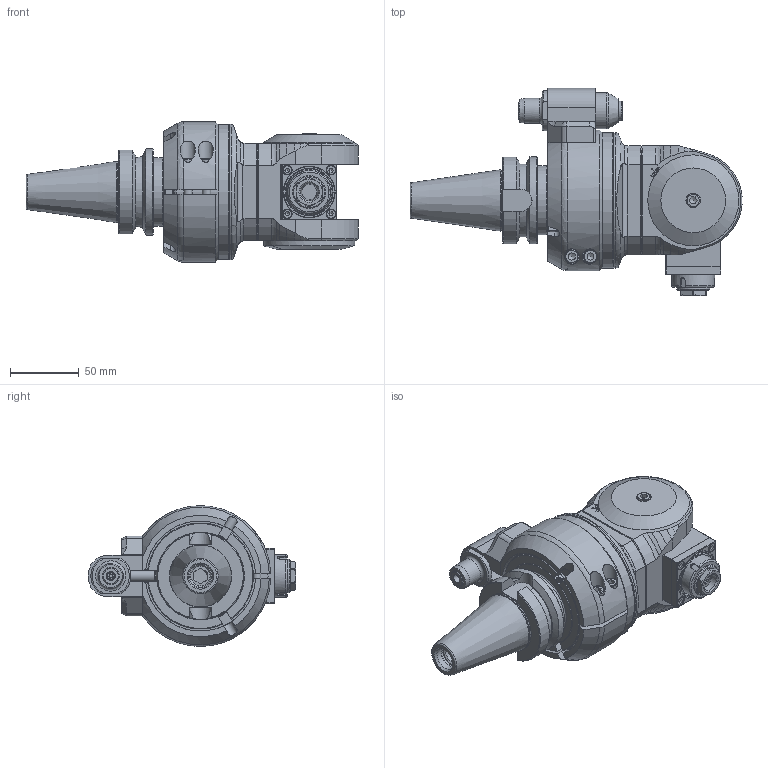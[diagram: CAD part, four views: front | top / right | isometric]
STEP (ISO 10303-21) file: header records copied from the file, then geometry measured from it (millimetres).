
FILE_DESCRIPTION(/* description */ (''),/* implementation_level */ '2;1');
FILE_NAME(/* name */ '9.FMU.10000-1B40.stp',/* time_stamp */ '2023-06-20T10:10:04-04:00',/* author */ ('jkrenzer'),/* organization */ (''),/* preprocessor_version */ 'ST-DEVELOPER v18.1',/* originating_system */ 'Autodesk Inventor 2022',/* authorisation */ '');
FILE_SCHEMA (('AUTOMOTIVE_DESIGN { 1 0 10303 214 3 1 1 }'));
Products named in the file (3): 9.FMU.10000-1B40; 9_FMU_10000; 9_GA1_346_2   (Type 1, BT40, 65mm)
Assembly tree (2 placements, depth 2):
  9.FMU.10000-1B40
    9_FMU_10000
    9_GA1_346_2   (Type 1, BT40, 65mm)
Bounding box: 240.76 x 150.25 x 101.99 mm (x, y, z)
Volume: 1029558.9 mm3; surface area: 173371.6 mm2
Topology: 6 solids, 8 shells, 681 faces, 1723 edges, 1131 vertices
Faces by surface type: plane 344, cylinder 151, cone 136, torus 40, bspline 8, sphere 2
Full cylindrical faces by diameter (mm): 2.5 x3, 2.6 x2, 3 x2, 4 x2, 4.2 x4, 5 x2, 6 x4, 6.5 x1, 7 x5, 8 x3, 8.5 x2, 10 x8, 10.4 x2, 10.5 x3, 11 x2, 12 x3, 12.5 x1, 13 x2, 14 x2, 16.5 x1, 17 x1, 17.6 x1, 17.943 x1, 18 x2, 19 x1, 23 x1, 24 x1, 24.5 x1, 26 x1, 27 x1
Entity records: 51198 total; most frequent: CARTESIAN_POINT 35209, ORIENTED_EDGE 3402, DIRECTION 3217, EDGE_CURVE 1701, AXIS2_PLACEMENT_3D 1211, VERTEX_POINT 1131, LINE 795, VECTOR 795
